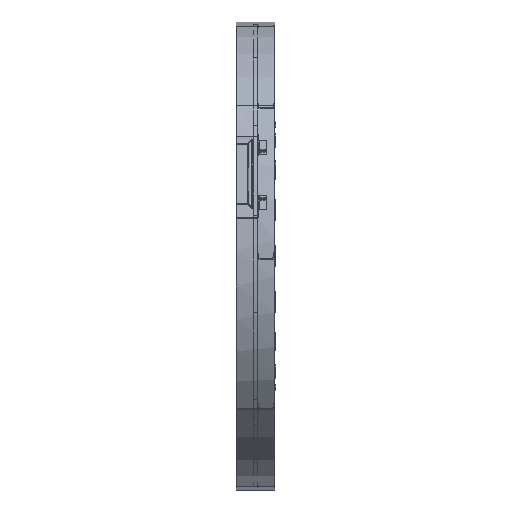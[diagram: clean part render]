
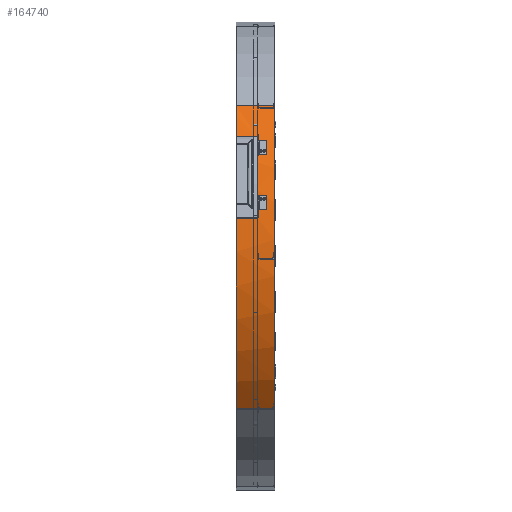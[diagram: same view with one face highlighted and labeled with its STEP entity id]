
A CAD part, left-side view. The second image highlights one B-rep face of the part: STEP entity #164740.
In plain terms, the highlighted cylindrical face has radius 2200 mm (diameter 4400 mm), a partial arc.
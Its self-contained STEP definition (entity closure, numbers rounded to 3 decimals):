
#163520=CARTESIAN_POINT('',(-1844.023,-165.,2171.984));
#163530=VERTEX_POINT('',#163520);
#163560=CARTESIAN_POINT('',(-2194.,-165.,0.));
#163570=DIRECTION('',(0.,1.,0.));
#163580=DIRECTION('',(0.159,0.,0.987));
#163590=AXIS2_PLACEMENT_3D('',#163560,#163570,#163580);
#163600=CIRCLE('',#163590,2200.);
#163610=CARTESIAN_POINT('',(6.,-165.,0.));
#163620=VERTEX_POINT('',#163610);
#163630=EDGE_CURVE('',#163530,#163620,#163600,.T.);
#164090=CARTESIAN_POINT('',(-2194.,-165.,0.));
#164100=DIRECTION('',(0.,1.,0.));
#164110=DIRECTION('',(1.,0.,0.));
#164120=AXIS2_PLACEMENT_3D('',#164090,#164100,#164110);
#164130=CYLINDRICAL_SURFACE('',#164120,2200.);
#164140=CARTESIAN_POINT('',(-2194.,0.,
0.));
#164150=DIRECTION('',(0.,1.,0.));
#164160=DIRECTION('',(0.86,0.,0.51));
#164170=AXIS2_PLACEMENT_3D('',#164140,#164150,#164160);
#164180=CIRCLE('',#164170,2200.);
#164190=CARTESIAN_POINT('',(-301.045,0.,
1121.035));
#164200=VERTEX_POINT('',#164190);
#164210=CARTESIAN_POINT('',(-23.324,0.,
358.005));
#164220=VERTEX_POINT('',#164210);
#164230=EDGE_CURVE('',#164200,#164220,#164180,.T.);
#164240=ORIENTED_EDGE('',*,*,#164230,.F.);
#164250=CARTESIAN_POINT('',(-23.324,0.,
358.005));
#164260=DIRECTION('',(0.,1.,0.));
#164270=VECTOR('',#164260,200.);
#164280=LINE('',#164250,#164270);
#164290=CARTESIAN_POINT('',(-23.324,200.,358.005));
#164300=VERTEX_POINT('',#164290);
#164310=EDGE_CURVE('',#164220,#164300,#164280,.T.);
#164320=ORIENTED_EDGE('',*,*,#164310,.F.);
#164330=CARTESIAN_POINT('',(-2194.,200.,0.));
#164340=DIRECTION('',(0.,1.,0.));
#164350=DIRECTION('',(0.987,0.,0.163));
#164360=AXIS2_PLACEMENT_3D('',#164330,#164340,#164350);
#164370=CIRCLE('',#164360,2200.);
#164380=CARTESIAN_POINT('',(6.,200.,0.));
#164390=VERTEX_POINT('',#164380);
#164400=EDGE_CURVE('',#164300,#164390,#164370,.T.);
#164410=ORIENTED_EDGE('',*,*,#164400,.F.);
#164420=CARTESIAN_POINT('',(6.,-165.,0.));
#164430=DIRECTION('',(0.,1.,0.));
#164440=VECTOR('',#164430,1.);
#164450=LINE('',#164420,#164440);
#164460=EDGE_CURVE('',#163620,#164390,#164450,.T.);
#164470=ORIENTED_EDGE('',*,*,#164460,.T.);
#164480=ORIENTED_EDGE('',*,*,#163630,.T.);
#164490=CARTESIAN_POINT('',(-1844.023,-165.,2171.984));
#164500=DIRECTION('',(0.,1.,0.));
#164510=VECTOR('',#164500,365.);
#164520=LINE('',#164490,#164510);
#164530=CARTESIAN_POINT('',(-1844.023,200.,2171.984));
#164540=VERTEX_POINT('',#164530);
#164550=EDGE_CURVE('',#163530,#164540,#164520,.T.);
#164560=ORIENTED_EDGE('',*,*,#164550,.F.);
#164570=CARTESIAN_POINT('',(-2194.,200.,0.));
#164580=DIRECTION('',(0.,1.,0.));
#164590=DIRECTION('',(0.159,0.,0.987));
#164600=AXIS2_PLACEMENT_3D('',#164570,#164580,#164590);
#164610=CIRCLE('',#164600,2200.);
#164620=CARTESIAN_POINT('',(-301.045,200.,1121.035));
#164630=VERTEX_POINT('',#164620);
#164640=EDGE_CURVE('',#164540,#164630,#164610,.T.);
#164650=ORIENTED_EDGE('',*,*,#164640,.F.);
#164660=CARTESIAN_POINT('',(-301.045,0.,
1121.035));
#164670=DIRECTION('',(0.,1.,0.));
#164680=VECTOR('',#164670,200.);
#164690=LINE('',#164660,#164680);
#164700=EDGE_CURVE('',#164200,#164630,#164690,.T.);
#164710=ORIENTED_EDGE('',*,*,#164700,.T.);
#164720=EDGE_LOOP('',(#164710,#164650,#164560,#164480,#164470,#164410,
#164320,#164240));
#164730=FACE_OUTER_BOUND('',#164720,.T.);
#164740=ADVANCED_FACE('',(#164730),#164130,.T.);
